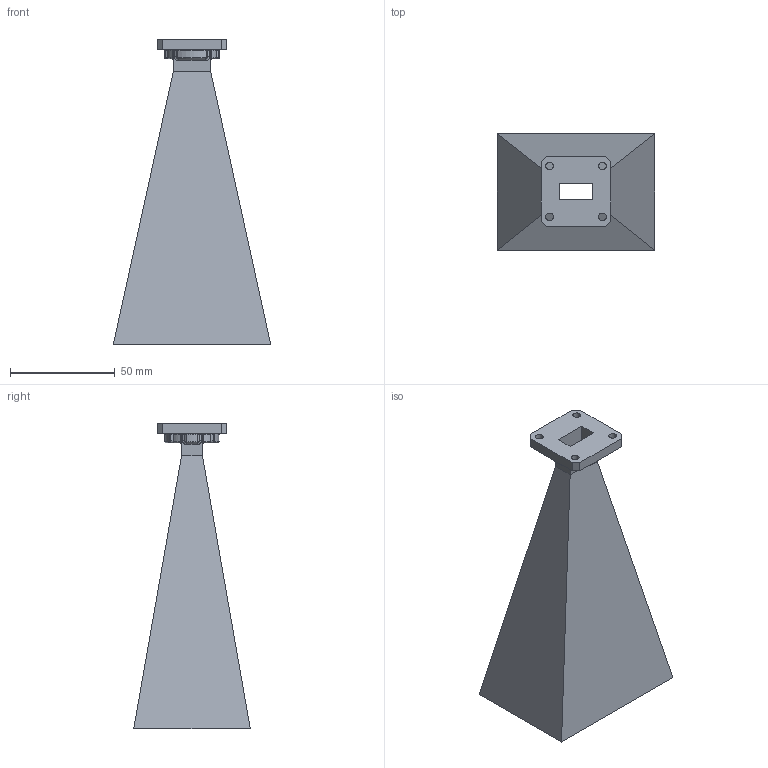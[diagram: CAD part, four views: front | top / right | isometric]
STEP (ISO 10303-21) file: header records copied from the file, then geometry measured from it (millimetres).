
FILE_DESCRIPTION (( 'STEP AP203' ), '1' );
FILE_NAME ('SH162-20.step', '2018-11-05T18:48:56', ( '' ), ( '' ), 'SwSTEP 2.0', 'SolidWorks 2017', '' );
FILE_SCHEMA (( 'CONFIG_CONTROL_DESIGN' ));
Length unit declared in the file: inch
Products named in the file (1): SH162-20
Bounding box: 75.18 x 55.63 x 146.05 mm (x, y, z)
Volume: 27323 mm3; surface area: 45599.2 mm2
Topology: 1 solids, 1 shells, 169 faces, 421 edges, 243 vertices
Faces by surface type: cylinder 67, plane 55, bspline 24, torus 19, sphere 4
Entity records: 5480 total; most frequent: CARTESIAN_POINT 1542, ORIENTED_EDGE 818, DIRECTION 815, EDGE_CURVE 409, AXIS2_PLACEMENT_3D 312, VERTEX_POINT 243, LINE 191, VECTOR 191
